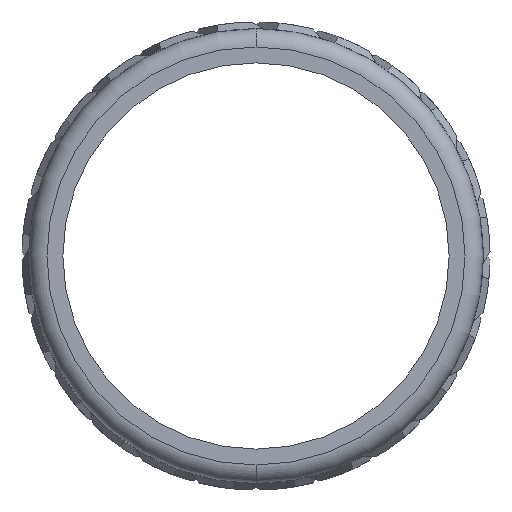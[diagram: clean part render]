
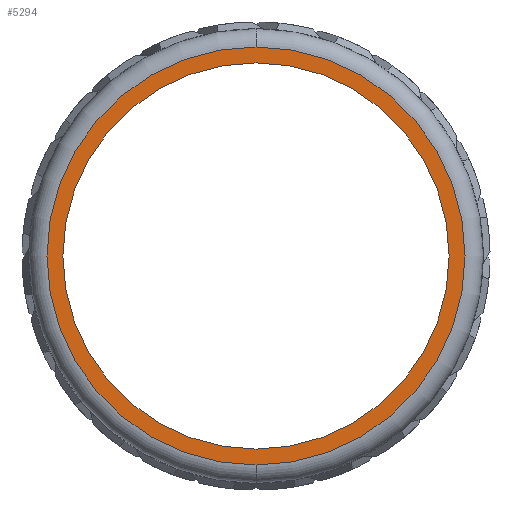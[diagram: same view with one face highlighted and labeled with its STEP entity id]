
A CAD part, left-side view. The second image highlights one B-rep face of the part: STEP entity #5294.
In plain terms, the highlighted planar face has unit normal (-1, 0, 0).
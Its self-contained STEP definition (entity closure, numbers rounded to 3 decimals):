
#306 = EDGE_CURVE ( 'NONE', #6825, #11804, #14967, .T. ) ;
#814 = ORIENTED_EDGE ( 'NONE', *, *, #5530, .T. ) ;
#857 = EDGE_LOOP ( 'NONE', ( #814, #9755 ) ) ;
#1155 = CIRCLE ( 'NONE', #5433, 42.5 ) ;
#1356 = CARTESIAN_POINT ( 'NONE',  ( 0., 0., 42.5 ) ) ;
#2614 = DIRECTION ( 'NONE',  ( 0., 0., -1. ) ) ;
#2941 = DIRECTION ( 'NONE',  ( 0., 0., -1. ) ) ;
#3372 = AXIS2_PLACEMENT_3D ( 'NONE', #13459, #9971, #2941 ) ;
#3832 = AXIS2_PLACEMENT_3D ( 'NONE', #9657, #9763, #2614 ) ;
#4019 = ORIENTED_EDGE ( 'NONE', *, *, #13773, .F. ) ;
#4092 = CARTESIAN_POINT ( 'NONE',  ( 0., 0., 0. ) ) ;
#4273 = CARTESIAN_POINT ( 'NONE',  ( 0., 0., 46. ) ) ;
#4311 = CARTESIAN_POINT ( 'NONE',  ( 0., 0., -46. ) ) ;
#4464 = AXIS2_PLACEMENT_3D ( 'NONE', #4092, #6540, #8911 ) ;
#4597 = DIRECTION ( 'NONE',  ( 0., 0., -1. ) ) ;
#5294 = ADVANCED_FACE ( 'NONE', ( #8548, #5339 ), #12200, .T. ) ;
#5319 = DIRECTION ( 'NONE',  ( 1., 0., 0. ) ) ;
#5339 = FACE_BOUND ( 'NONE', #857, .T. ) ;
#5433 = AXIS2_PLACEMENT_3D ( 'NONE', #5821, #6066, #4597 ) ;
#5530 = EDGE_CURVE ( 'NONE', #11804, #6825, #1155, .T. ) ;
#5821 = CARTESIAN_POINT ( 'NONE',  ( 0., 0., 0. ) ) ;
#6066 = DIRECTION ( 'NONE',  ( 1., 0., 0. ) ) ;
#6540 = DIRECTION ( 'NONE',  ( 1., 0., 0. ) ) ;
#6825 = VERTEX_POINT ( 'NONE', #1356 ) ;
#7303 = ORIENTED_EDGE ( 'NONE', *, *, #14166, .F. ) ;
#8548 = FACE_OUTER_BOUND ( 'NONE', #9020, .T. ) ;
#8868 = VERTEX_POINT ( 'NONE', #4311 ) ;
#8911 = DIRECTION ( 'NONE',  ( 0., 0., -1. ) ) ;
#9020 = EDGE_LOOP ( 'NONE', ( #4019, #7303 ) ) ;
#9657 = CARTESIAN_POINT ( 'NONE',  ( 0., 0., 0. ) ) ;
#9755 = ORIENTED_EDGE ( 'NONE', *, *, #306, .T. ) ;
#9763 = DIRECTION ( 'NONE',  ( -1., 0., 0. ) ) ;
#9971 = DIRECTION ( 'NONE',  ( 1., 0., 0. ) ) ;
#10929 = CIRCLE ( 'NONE', #3372, 46. ) ;
#11804 = VERTEX_POINT ( 'NONE', #13360 ) ;
#12200 = PLANE ( 'NONE',  #3832 ) ;
#12492 = CARTESIAN_POINT ( 'NONE',  ( 0., 0., 0. ) ) ;
#13219 = CIRCLE ( 'NONE', #13978, 46. ) ;
#13360 = CARTESIAN_POINT ( 'NONE',  ( 0., 0., -42.5 ) ) ;
#13459 = CARTESIAN_POINT ( 'NONE',  ( 0., 0., 0. ) ) ;
#13696 = DIRECTION ( 'NONE',  ( 0., 0., -1. ) ) ;
#13773 = EDGE_CURVE ( 'NONE', #8868, #15387, #13219, .T. ) ;
#13978 = AXIS2_PLACEMENT_3D ( 'NONE', #12492, #5319, #13696 ) ;
#14166 = EDGE_CURVE ( 'NONE', #15387, #8868, #10929, .T. ) ;
#14967 = CIRCLE ( 'NONE', #4464, 42.5 ) ;
#15387 = VERTEX_POINT ( 'NONE', #4273 ) ;
